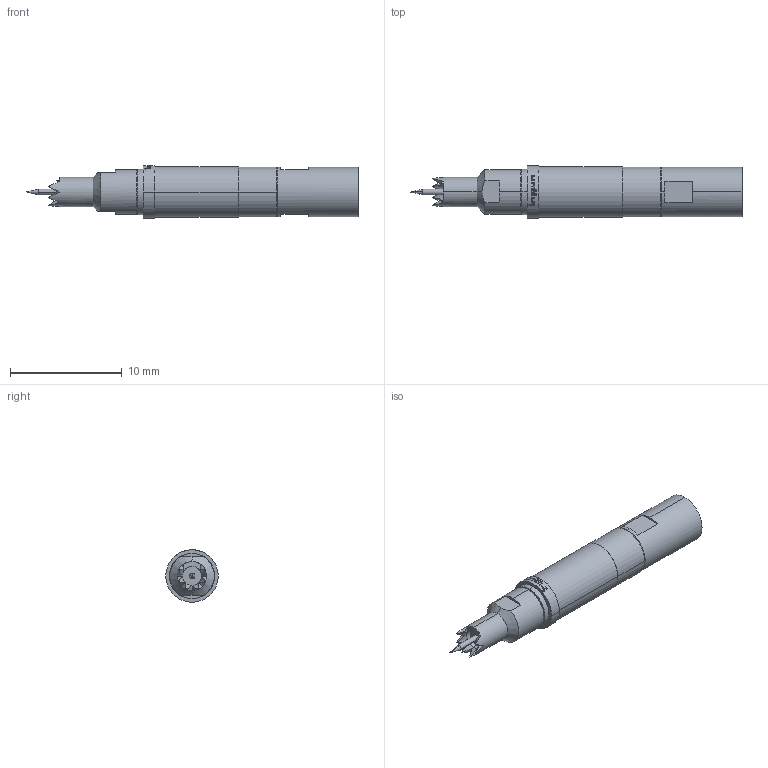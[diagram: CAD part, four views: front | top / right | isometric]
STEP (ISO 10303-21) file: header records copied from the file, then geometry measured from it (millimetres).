
FILE_DESCRIPTION (( 'STEP AP203' ), '1' );
FILE_NAME ('INGUN_HFS-410_201_051_A_xx06_S.STEP', '2020-07-02T18:50:22', ( '' ), ( '' ), 'SwSTEP 2.0', 'SolidWorks 2018', '' );
FILE_SCHEMA (( 'CONFIG_CONTROL_DESIGN' ));
Length unit declared in the file: millimetre
Products named in the file (1): INGUN_HFS-410_201_051_A_xx06_S
Bounding box: 29.7 x 4.7 x 4.7 mm (x, y, z)
Volume: 368.9 mm3; surface area: 396.1 mm2
Topology: 1 solids, 1 shells, 132 faces, 350 edges, 230 vertices
Faces by surface type: bspline 62, plane 35, cylinder 26, cone 9
Entity records: 5689 total; most frequent: CARTESIAN_POINT 3021, ORIENTED_EDGE 696, EDGE_CURVE 348, B_SPLINE_CURVE_WITH_KNOTS 261, DIRECTION 255, VERTEX_POINT 230, EDGE_LOOP 144, ADVANCED_FACE 132
